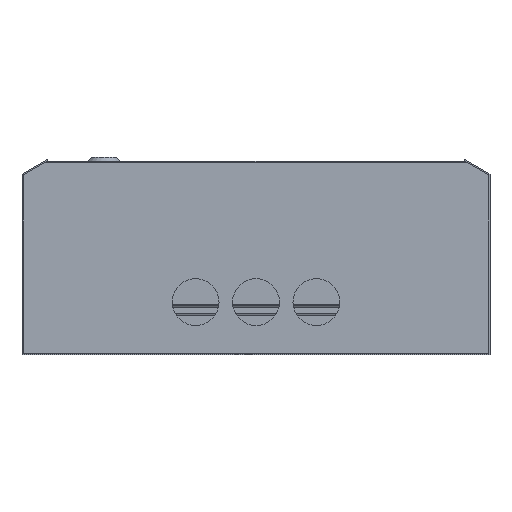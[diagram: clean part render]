
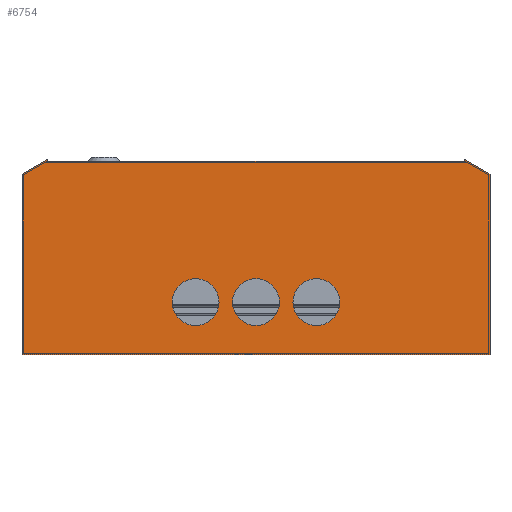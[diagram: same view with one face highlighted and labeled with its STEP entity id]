
A CAD part, front view. The second image highlights one B-rep face of the part: STEP entity #6754.
In plain terms, the highlighted planar face has unit normal (0, -1, 0).
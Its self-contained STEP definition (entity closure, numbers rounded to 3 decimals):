
#81 = CIRCLE ( 'NONE', #20660, 15.5 ) ;
#150 = CARTESIAN_POINT ( 'NONE',  ( 40., -167.5, -93.2 ) ) ;
#154 = VECTOR ( 'NONE', #2219, 1000. ) ;
#590 = EDGE_CURVE ( 'NONE', #18515, #19357, #3471, .T. ) ;
#745 = AXIS2_PLACEMENT_3D ( 'NONE', #150, #13794, #15838 ) ;
#1277 = DIRECTION ( 'NONE',  ( 0., 0., 1. ) ) ;
#1371 = DIRECTION ( 'NONE',  ( 0., 0., -1. ) ) ;
#1460 = AXIS2_PLACEMENT_3D ( 'NONE', #20439, #9977, #3118 ) ;
#1619 = ORIENTED_EDGE ( 'NONE', *, *, #16631, .F. ) ;
#1765 = VECTOR ( 'NONE', #9529, 1000. ) ;
#2219 = DIRECTION ( 'NONE',  ( 0., 0., -1. ) ) ;
#2361 = EDGE_CURVE ( 'NONE', #19357, #18515, #17441, .T. ) ;
#2474 = EDGE_CURVE ( 'NONE', #15995, #18781, #21521, .T. ) ;
#2515 = CARTESIAN_POINT ( 'NONE',  ( 138.1, -167.5, 1.328 ) ) ;
#2574 = EDGE_LOOP ( 'NONE', ( #5376, #12491 ) ) ;
#2644 = CARTESIAN_POINT ( 'NONE',  ( 138.1, -167.5, 1.328 ) ) ;
#2848 = CARTESIAN_POINT ( 'NONE',  ( 40., -167.5, -77.7 ) ) ;
#2881 = CIRCLE ( 'NONE', #18341, 15.5 ) ;
#3118 = DIRECTION ( 'NONE',  ( 0., 0., 1. ) ) ;
#3127 = EDGE_LOOP ( 'NONE', ( #21702, #10033, #18100, #18245, #15505, #1619, #3776, #11192 ) ) ;
#3135 = LINE ( 'NONE', #16018, #154 ) ;
#3138 = DIRECTION ( 'NONE',  ( 0.866, 0., -0.5 ) ) ;
#3224 = LINE ( 'NONE', #13496, #16551 ) ;
#3471 = CIRCLE ( 'NONE', #14478, 15.5 ) ;
#3599 = LINE ( 'NONE', #21915, #13376 ) ;
#3648 = EDGE_LOOP ( 'NONE', ( #10848, #19858 ) ) ;
#3776 = ORIENTED_EDGE ( 'NONE', *, *, #4138, .F. ) ;
#4067 = EDGE_CURVE ( 'NONE', #13504, #16324, #18155, .T. ) ;
#4102 = DIRECTION ( 'NONE',  ( 0., 0., 1. ) ) ;
#4138 = EDGE_CURVE ( 'NONE', #16324, #21169, #3224, .T. ) ;
#4526 = DIRECTION ( 'NONE',  ( 0., 1., 0. ) ) ;
#4826 = CARTESIAN_POINT ( 'NONE',  ( -155., -167.5, -128.2 ) ) ;
#4892 = CARTESIAN_POINT ( 'NONE',  ( -138.1, -167.5, 0. ) ) ;
#4905 = LINE ( 'NONE', #4892, #11956 ) ;
#4931 = DIRECTION ( 'NONE',  ( -1., 0., 0. ) ) ;
#5376 = ORIENTED_EDGE ( 'NONE', *, *, #2474, .T. ) ;
#5538 = DIRECTION ( 'NONE',  ( 0., 0., 1. ) ) ;
#5893 = CARTESIAN_POINT ( 'NONE',  ( 40., -167.5, -93.2 ) ) ;
#6222 = EDGE_CURVE ( 'NONE', #13486, #15396, #7995, .T. ) ;
#6591 = LINE ( 'NONE', #11846, #14496 ) ;
#6754 = ADVANCED_FACE ( 'NONE', ( #11225, #6860, #15307, #16961 ), #13173, .F. ) ;
#6823 = EDGE_CURVE ( 'NONE', #13698, #20934, #20208, .T. ) ;
#6860 = FACE_BOUND ( 'NONE', #3648, .T. ) ;
#7717 = LINE ( 'NONE', #10075, #18078 ) ;
#7995 = LINE ( 'NONE', #2515, #1765 ) ;
#8020 = EDGE_CURVE ( 'NONE', #20934, #13698, #81, .T. ) ;
#8104 = CARTESIAN_POINT ( 'NONE',  ( -40., -167.5, -77.7 ) ) ;
#9529 = DIRECTION ( 'NONE',  ( 0., 0., 1. ) ) ;
#9849 = DIRECTION ( 'NONE',  ( 0., 0., 1. ) ) ;
#9977 = DIRECTION ( 'NONE',  ( 0., 1., 0. ) ) ;
#10033 = ORIENTED_EDGE ( 'NONE', *, *, #19903, .F. ) ;
#10075 = CARTESIAN_POINT ( 'NONE',  ( -155., -167.5, -128.2 ) ) ;
#10547 = VERTEX_POINT ( 'NONE', #11875 ) ;
#10848 = ORIENTED_EDGE ( 'NONE', *, *, #8020, .T. ) ;
#10989 = CARTESIAN_POINT ( 'NONE',  ( -155., -167.5, -8.429 ) ) ;
#11192 = ORIENTED_EDGE ( 'NONE', *, *, #4067, .F. ) ;
#11225 = FACE_BOUND ( 'NONE', #2574, .T. ) ;
#11846 = CARTESIAN_POINT ( 'NONE',  ( 155., -167.5, -8.429 ) ) ;
#11875 = CARTESIAN_POINT ( 'NONE',  ( 155., -167.5, -8.429 ) ) ;
#11956 = VECTOR ( 'NONE', #15370, 1000. ) ;
#12491 = ORIENTED_EDGE ( 'NONE', *, *, #19080, .T. ) ;
#12947 = ORIENTED_EDGE ( 'NONE', *, *, #2361, .T. ) ;
#13173 = PLANE ( 'NONE',  #14091 ) ;
#13297 = CARTESIAN_POINT ( 'NONE',  ( 0., -167.5, -93.2 ) ) ;
#13376 = VECTOR ( 'NONE', #15054, 1000. ) ;
#13461 = EDGE_CURVE ( 'NONE', #10547, #16713, #3135, .T. ) ;
#13464 = DIRECTION ( 'NONE',  ( 0., 0., 1. ) ) ;
#13486 = VERTEX_POINT ( 'NONE', #21428 ) ;
#13496 = CARTESIAN_POINT ( 'NONE',  ( -138.1, -167.5, 1.328 ) ) ;
#13504 = VERTEX_POINT ( 'NONE', #10989 ) ;
#13616 = ORIENTED_EDGE ( 'NONE', *, *, #590, .T. ) ;
#13698 = VERTEX_POINT ( 'NONE', #17012 ) ;
#13794 = DIRECTION ( 'NONE',  ( 0., 1., 0. ) ) ;
#14091 = AXIS2_PLACEMENT_3D ( 'NONE', #18654, #16828, #13464 ) ;
#14478 = AXIS2_PLACEMENT_3D ( 'NONE', #15958, #15798, #5538 ) ;
#14496 = VECTOR ( 'NONE', #3138, 1000. ) ;
#14608 = CARTESIAN_POINT ( 'NONE',  ( -138.1, -167.5, 0. ) ) ;
#14631 = EDGE_CURVE ( 'NONE', #15396, #10547, #6591, .T. ) ;
#15054 = DIRECTION ( 'NONE',  ( 0., 0., 1. ) ) ;
#15307 = FACE_BOUND ( 'NONE', #20935, .T. ) ;
#15370 = DIRECTION ( 'NONE',  ( 1., 0., 0. ) ) ;
#15377 = CARTESIAN_POINT ( 'NONE',  ( -40., -167.5, -108.7 ) ) ;
#15396 = VERTEX_POINT ( 'NONE', #2644 ) ;
#15505 = ORIENTED_EDGE ( 'NONE', *, *, #6222, .F. ) ;
#15616 = CARTESIAN_POINT ( 'NONE',  ( 40., -167.5, -108.7 ) ) ;
#15731 = CARTESIAN_POINT ( 'NONE',  ( 155., -167.5, -128.2 ) ) ;
#15798 = DIRECTION ( 'NONE',  ( 0., 1., 0. ) ) ;
#15838 = DIRECTION ( 'NONE',  ( 0., 0., 1. ) ) ;
#15958 = CARTESIAN_POINT ( 'NONE',  ( -40., -167.5, -93.2 ) ) ;
#15995 = VERTEX_POINT ( 'NONE', #2848 ) ;
#16018 = CARTESIAN_POINT ( 'NONE',  ( 155., -167.5, -128.2 ) ) ;
#16324 = VERTEX_POINT ( 'NONE', #21404 ) ;
#16551 = VECTOR ( 'NONE', #1371, 1000. ) ;
#16631 = EDGE_CURVE ( 'NONE', #21169, #13486, #4905, .T. ) ;
#16713 = VERTEX_POINT ( 'NONE', #15731 ) ;
#16828 = DIRECTION ( 'NONE',  ( 0., 1., 0. ) ) ;
#16961 = FACE_OUTER_BOUND ( 'NONE', #3127, .T. ) ;
#17012 = CARTESIAN_POINT ( 'NONE',  ( 0., -167.5, -108.7 ) ) ;
#17066 = CARTESIAN_POINT ( 'NONE',  ( 0., -167.5, -77.7 ) ) ;
#17441 = CIRCLE ( 'NONE', #1460, 15.5 ) ;
#17915 = VECTOR ( 'NONE', #21805, 1000. ) ;
#18078 = VECTOR ( 'NONE', #4931, 1000. ) ;
#18100 = ORIENTED_EDGE ( 'NONE', *, *, #13461, .F. ) ;
#18155 = LINE ( 'NONE', #18451, #17915 ) ;
#18245 = ORIENTED_EDGE ( 'NONE', *, *, #14631, .F. ) ;
#18341 = AXIS2_PLACEMENT_3D ( 'NONE', #5893, #21718, #4102 ) ;
#18451 = CARTESIAN_POINT ( 'NONE',  ( -155., -167.5, -8.429 ) ) ;
#18515 = VERTEX_POINT ( 'NONE', #8104 ) ;
#18654 = CARTESIAN_POINT ( 'NONE',  ( 0., -167.5, 0. ) ) ;
#18781 = VERTEX_POINT ( 'NONE', #15616 ) ;
#19080 = EDGE_CURVE ( 'NONE', #18781, #15995, #2881, .T. ) ;
#19357 = VERTEX_POINT ( 'NONE', #15377 ) ;
#19858 = ORIENTED_EDGE ( 'NONE', *, *, #6823, .T. ) ;
#19903 = EDGE_CURVE ( 'NONE', #16713, #21948, #7717, .T. ) ;
#20208 = CIRCLE ( 'NONE', #20372, 15.5 ) ;
#20250 = CARTESIAN_POINT ( 'NONE',  ( 0., -167.5, -93.2 ) ) ;
#20372 = AXIS2_PLACEMENT_3D ( 'NONE', #20250, #4526, #1277 ) ;
#20439 = CARTESIAN_POINT ( 'NONE',  ( -40., -167.5, -93.2 ) ) ;
#20451 = DIRECTION ( 'NONE',  ( 0., 1., 0. ) ) ;
#20660 = AXIS2_PLACEMENT_3D ( 'NONE', #13297, #20451, #9849 ) ;
#20934 = VERTEX_POINT ( 'NONE', #17066 ) ;
#20935 = EDGE_LOOP ( 'NONE', ( #13616, #12947 ) ) ;
#21169 = VERTEX_POINT ( 'NONE', #14608 ) ;
#21323 = EDGE_CURVE ( 'NONE', #21948, #13504, #3599, .T. ) ;
#21404 = CARTESIAN_POINT ( 'NONE',  ( -138.1, -167.5, 1.328 ) ) ;
#21428 = CARTESIAN_POINT ( 'NONE',  ( 138.1, -167.5, 0. ) ) ;
#21521 = CIRCLE ( 'NONE', #745, 15.5 ) ;
#21702 = ORIENTED_EDGE ( 'NONE', *, *, #21323, .F. ) ;
#21718 = DIRECTION ( 'NONE',  ( 0., 1., 0. ) ) ;
#21805 = DIRECTION ( 'NONE',  ( 0.866, 0., 0.5 ) ) ;
#21915 = CARTESIAN_POINT ( 'NONE',  ( -155., -167.5, -128.2 ) ) ;
#21948 = VERTEX_POINT ( 'NONE', #4826 ) ;
